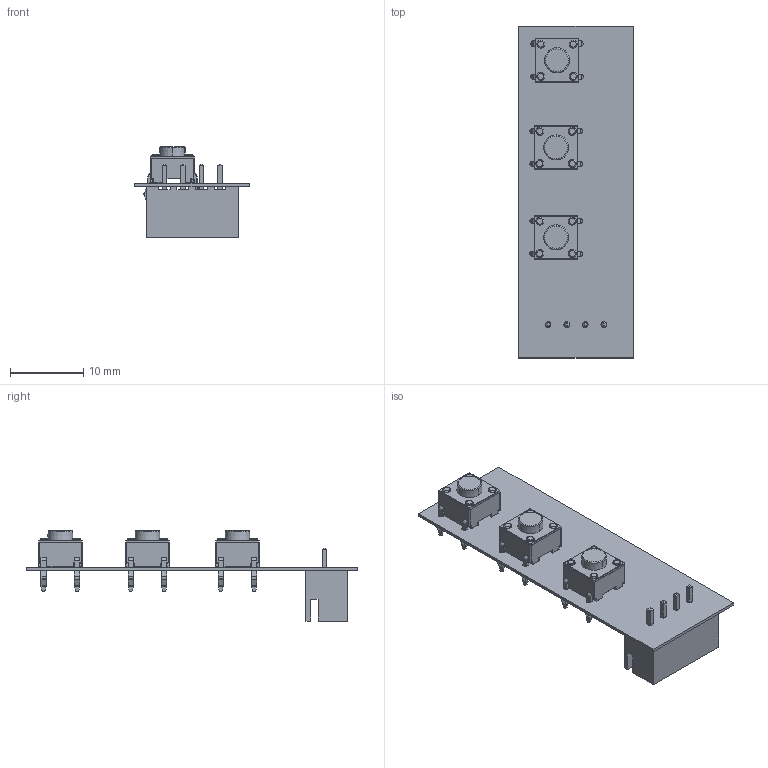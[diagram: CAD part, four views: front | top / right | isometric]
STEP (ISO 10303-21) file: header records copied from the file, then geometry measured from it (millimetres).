
FILE_DESCRIPTION(('Open CASCADE Model'),'2;1');
FILE_NAME('Open CASCADE Shape Model','2023-05-28T16:20:02',('Author'),( 'Open CASCADE'),'Open CASCADE STEP processor 6.8','Open CASCADE 6.8' ,'Unknown');
FILE_SCHEMA(('AUTOMOTIVE_DESIGN { 1 0 10303 214 1 1 1 1 }'));
Length unit declared in the file: millimetre
Products named in the file (10): PCB; Board; Open CASCADE STEP translator 6.8 4.1.1; Open CASCADE STEP translator 6.8 4.2; JST_4P; JST_4p; TIME+; 4PIN_BUTTON; MENU; TIME-
Assembly tree (11 placements, depth 4):
  PCB
    Board
      Open CASCADE STEP translator 6.8 4.1.1
    Open CASCADE STEP translator 6.8 4.2
      JST_4P
        JST_4p
    TIME+
      4PIN_BUTTON
    MENU
      4PIN_BUTTON
    TIME-
      4PIN_BUTTON
Bounding box: 15.62 x 45.47 x 12.36 mm (x, y, z)
Volume: 922.8 mm3; surface area: 2757.9 mm2
Topology: 5 solids, 5 shells, 1020 faces, 2506 edges, 1450 vertices
Faces by surface type: cylinder 430, plane 386, torus 120, sphere 72, cone 6, revolution 6
Full cylindrical faces by diameter (mm): 0.7 x12, 0.762 x4
Entity records: 13993 total; most frequent: DIRECTION 2288, CARTESIAN_POINT 2160, ORIENTED_EDGE 2084, EDGE_CURVE 1042, AXIS2_PLACEMENT_3D 810, LINE 666, VECTOR 666, VERTEX_POINT 630
